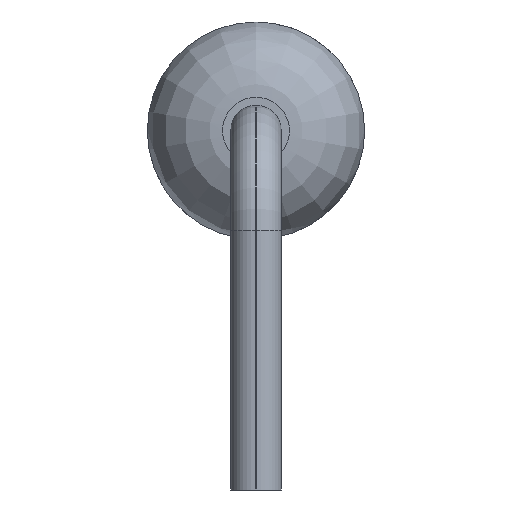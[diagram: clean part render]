
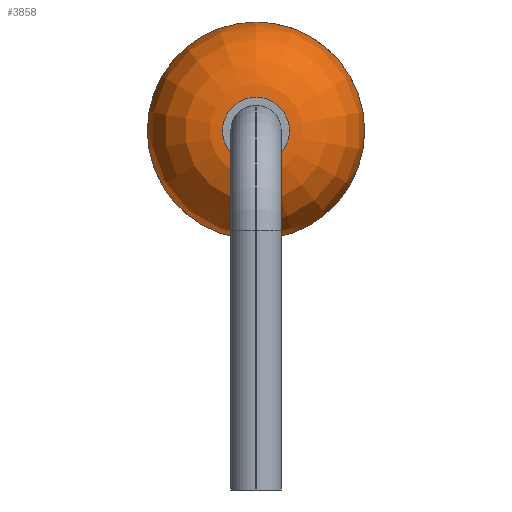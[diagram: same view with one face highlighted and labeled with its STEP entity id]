
A CAD part, left-side view. The second image highlights one B-rep face of the part: STEP entity #3858.
In plain terms, the highlighted face is a revolution surface.
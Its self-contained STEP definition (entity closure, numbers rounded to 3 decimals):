
#3788 = CYLINDRICAL_SURFACE('',#3789,1.3);
#3789 = AXIS2_PLACEMENT_3D('',#3790,#3791,#3792);
#3790 = CARTESIAN_POINT('',(-2.5,0.,0.));
#3791 = DIRECTION('',(1.,0.,0.));
#3792 = DIRECTION('',(0.,0.,1.));
#3804 = VERTEX_POINT('',#3805);
#3805 = CARTESIAN_POINT('',(-2.5,0.,1.3));
#3826 = EDGE_CURVE('',#3804,#3804,#3827,.T.);
#3827 = SURFACE_CURVE('',#3828,(#3833,#3840),.PCURVE_S1.);
#3828 = CIRCLE('',#3829,1.3);
#3829 = AXIS2_PLACEMENT_3D('',#3830,#3831,#3832);
#3830 = CARTESIAN_POINT('',(-2.5,0.,0.));
#3831 = DIRECTION('',(1.,0.,-0.));
#3832 = DIRECTION('',(0.,0.,1.));
#3833 = PCURVE('',#3788,#3834);
#3834 = DEFINITIONAL_REPRESENTATION('',(#3835),#3839);
#3835 = LINE('',#3836,#3837);
#3836 = CARTESIAN_POINT('',(0.,0.));
#3837 = VECTOR('',#3838,1.);
#3838 = DIRECTION('',(1.,0.));
#3839 = ( GEOMETRIC_REPRESENTATION_CONTEXT(2) 
PARAMETRIC_REPRESENTATION_CONTEXT() REPRESENTATION_CONTEXT('2D SPACE',''
  ) );
#3840 = PCURVE('',#3841,#3850);
#3841 = SURFACE_OF_REVOLUTION('',#3842,#3847);
#3842 = CIRCLE('',#3843,0.9);
#3843 = AXIS2_PLACEMENT_3D('',#3844,#3845,#3846);
#3844 = CARTESIAN_POINT('',(-2.5,0.,0.4));
#3845 = DIRECTION('',(0.,-1.,0.));
#3846 = DIRECTION('',(1.,0.,0.));
#3847 = AXIS1_PLACEMENT('',#3848,#3849);
#3848 = CARTESIAN_POINT('',(0.,0.,0.));
#3849 = DIRECTION('',(1.,0.,0.));
#3850 = DEFINITIONAL_REPRESENTATION('',(#3851),#3855);
#3851 = LINE('',#3852,#3853);
#3852 = CARTESIAN_POINT('',(0.,1.571));
#3853 = VECTOR('',#3854,1.);
#3854 = DIRECTION('',(1.,0.));
#3855 = ( GEOMETRIC_REPRESENTATION_CONTEXT(2) 
PARAMETRIC_REPRESENTATION_CONTEXT() REPRESENTATION_CONTEXT('2D SPACE',''
  ) );
#3858 = ADVANCED_FACE('',(#3859),#3841,.F.);
#3859 = FACE_BOUND('',#3860,.F.);
#3860 = EDGE_LOOP('',(#3861,#3862,#3886,#3913));
#3861 = ORIENTED_EDGE('',*,*,#3826,.T.);
#3862 = ORIENTED_EDGE('',*,*,#3863,.T.);
#3863 = EDGE_CURVE('',#3804,#3864,#3866,.T.);
#3864 = VERTEX_POINT('',#3865);
#3865 = CARTESIAN_POINT('',(-3.4,0.,0.4));
#3866 = SEAM_CURVE('',#3867,(#3872,#3879),.PCURVE_S1.);
#3867 = CIRCLE('',#3868,0.9);
#3868 = AXIS2_PLACEMENT_3D('',#3869,#3870,#3871);
#3869 = CARTESIAN_POINT('',(-2.5,0.,0.4));
#3870 = DIRECTION('',(0.,-1.,0.));
#3871 = DIRECTION('',(1.,0.,0.));
#3872 = PCURVE('',#3841,#3873);
#3873 = DEFINITIONAL_REPRESENTATION('',(#3874),#3878);
#3874 = LINE('',#3875,#3876);
#3875 = CARTESIAN_POINT('',(0.,0.));
#3876 = VECTOR('',#3877,1.);
#3877 = DIRECTION('',(0.,1.));
#3878 = ( GEOMETRIC_REPRESENTATION_CONTEXT(2) 
PARAMETRIC_REPRESENTATION_CONTEXT() REPRESENTATION_CONTEXT('2D SPACE',''
  ) );
#3879 = PCURVE('',#3841,#3880);
#3880 = DEFINITIONAL_REPRESENTATION('',(#3881),#3885);
#3881 = LINE('',#3882,#3883);
#3882 = CARTESIAN_POINT('',(6.283,0.));
#3883 = VECTOR('',#3884,1.);
#3884 = DIRECTION('',(0.,1.));
#3885 = ( GEOMETRIC_REPRESENTATION_CONTEXT(2) 
PARAMETRIC_REPRESENTATION_CONTEXT() REPRESENTATION_CONTEXT('2D SPACE',''
  ) );
#3886 = ORIENTED_EDGE('',*,*,#3887,.F.);
#3887 = EDGE_CURVE('',#3864,#3864,#3888,.T.);
#3888 = SURFACE_CURVE('',#3889,(#3894,#3901),.PCURVE_S1.);
#3889 = CIRCLE('',#3890,0.4);
#3890 = AXIS2_PLACEMENT_3D('',#3891,#3892,#3893);
#3891 = CARTESIAN_POINT('',(-3.4,0.,0.));
#3892 = DIRECTION('',(1.,0.,-0.));
#3893 = DIRECTION('',(0.,0.,1.));
#3894 = PCURVE('',#3841,#3895);
#3895 = DEFINITIONAL_REPRESENTATION('',(#3896),#3900);
#3896 = LINE('',#3897,#3898);
#3897 = CARTESIAN_POINT('',(0.,3.142));
#3898 = VECTOR('',#3899,1.);
#3899 = DIRECTION('',(1.,0.));
#3900 = ( GEOMETRIC_REPRESENTATION_CONTEXT(2) 
PARAMETRIC_REPRESENTATION_CONTEXT() REPRESENTATION_CONTEXT('2D SPACE',''
  ) );
#3901 = PCURVE('',#3902,#3907);
#3902 = PLANE('',#3903);
#3903 = AXIS2_PLACEMENT_3D('',#3904,#3905,#3906);
#3904 = CARTESIAN_POINT('',(-3.4,0.,0.));
#3905 = DIRECTION('',(1.,0.,0.));
#3906 = DIRECTION('',(0.,0.,1.));
#3907 = DEFINITIONAL_REPRESENTATION('',(#3908),#3912);
#3908 = CIRCLE('',#3909,0.4);
#3909 = AXIS2_PLACEMENT_2D('',#3910,#3911);
#3910 = CARTESIAN_POINT('',(0.,0.));
#3911 = DIRECTION('',(1.,0.));
#3912 = ( GEOMETRIC_REPRESENTATION_CONTEXT(2) 
PARAMETRIC_REPRESENTATION_CONTEXT() REPRESENTATION_CONTEXT('2D SPACE',''
  ) );
#3913 = ORIENTED_EDGE('',*,*,#3863,.F.);
